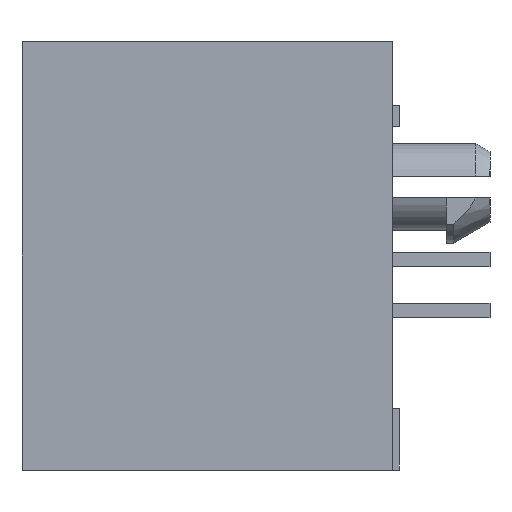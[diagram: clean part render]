
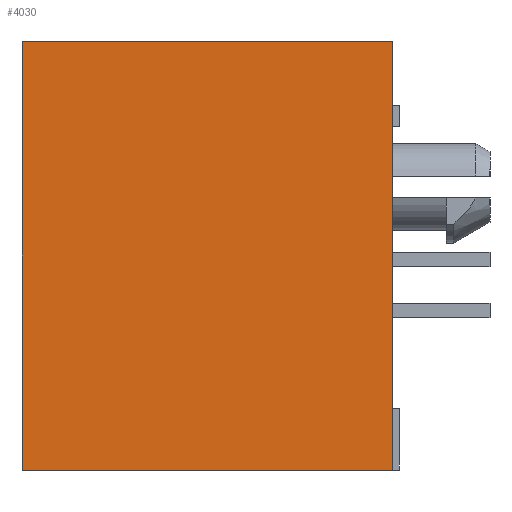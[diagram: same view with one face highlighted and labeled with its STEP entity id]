
A CAD part, left-side view. The second image highlights one B-rep face of the part: STEP entity #4030.
In plain terms, the highlighted planar face has unit normal (-1, 0, 0).
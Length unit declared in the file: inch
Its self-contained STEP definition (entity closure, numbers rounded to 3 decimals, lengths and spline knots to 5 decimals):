
#31 = CARTESIAN_POINT ( 'NONE',  ( -0.31, 0.01, 0.295 ) ) ;
#88 = VECTOR ( 'NONE', #3544, 39.37008 ) ;
#146 = ORIENTED_EDGE ( 'NONE', *, *, #2925, .F. ) ;
#577 = VECTOR ( 'NONE', #4649, 39.37008 ) ;
#591 = CARTESIAN_POINT ( 'NONE',  ( -0.31, 0.52, -0.295 ) ) ;
#881 = VERTEX_POINT ( 'NONE', #2624 ) ;
#1021 = AXIS2_PLACEMENT_3D ( 'NONE', #3907, #3869, #2268 ) ;
#1118 = CARTESIAN_POINT ( 'NONE',  ( -0.31, 0.01, 0.295 ) ) ;
#1153 = VERTEX_POINT ( 'NONE', #3538 ) ;
#1239 = VERTEX_POINT ( 'NONE', #4426 ) ;
#1355 = EDGE_CURVE ( 'NONE', #1153, #1239, #4816, .T. ) ;
#1530 = CARTESIAN_POINT ( 'NONE',  ( -0.31, 0.52, 0.295 ) ) ;
#1639 = LINE ( 'NONE', #1118, #577 ) ;
#1640 = VERTEX_POINT ( 'NONE', #31 ) ;
#1642 = EDGE_CURVE ( 'NONE', #1153, #881, #2415, .T. ) ;
#2213 = EDGE_CURVE ( 'NONE', #1239, #1640, #1639, .T. ) ;
#2268 = DIRECTION ( 'NONE',  ( 0., 0., -1. ) ) ;
#2415 = LINE ( 'NONE', #1530, #88 ) ;
#2624 = CARTESIAN_POINT ( 'NONE',  ( -0.31, 0.52, 0.295 ) ) ;
#2824 = DIRECTION ( 'NONE',  ( 0., -1., 0. ) ) ;
#2925 = EDGE_CURVE ( 'NONE', #881, #1640, #4807, .T. ) ;
#2959 = DIRECTION ( 'NONE',  ( 0., -1., 0. ) ) ;
#2960 = FACE_OUTER_BOUND ( 'NONE', #3424, .T. ) ;
#3065 = ORIENTED_EDGE ( 'NONE', *, *, #1642, .F. ) ;
#3104 = PLANE ( 'NONE',  #1021 ) ;
#3110 = ORIENTED_EDGE ( 'NONE', *, *, #1355, .T. ) ;
#3261 = ORIENTED_EDGE ( 'NONE', *, *, #2213, .T. ) ;
#3344 = VECTOR ( 'NONE', #2959, 39.37008 ) ;
#3424 = EDGE_LOOP ( 'NONE', ( #3110, #3261, #146, #3065 ) ) ;
#3538 = CARTESIAN_POINT ( 'NONE',  ( -0.31, 0.52, -0.295 ) ) ;
#3544 = DIRECTION ( 'NONE',  ( 0., 0., 1. ) ) ;
#3646 = VECTOR ( 'NONE', #2824, 39.37008 ) ;
#3869 = DIRECTION ( 'NONE',  ( 1., 0., 0. ) ) ;
#3907 = CARTESIAN_POINT ( 'NONE',  ( -0.31, 0.52, 0.295 ) ) ;
#4030 = ADVANCED_FACE ( 'NONE', ( #2960 ), #3104, .F. ) ;
#4036 = CARTESIAN_POINT ( 'NONE',  ( -0.31, 0.52, 0.295 ) ) ;
#4426 = CARTESIAN_POINT ( 'NONE',  ( -0.31, 0.01, -0.295 ) ) ;
#4649 = DIRECTION ( 'NONE',  ( 0., 0., 1. ) ) ;
#4807 = LINE ( 'NONE', #4036, #3646 ) ;
#4816 = LINE ( 'NONE', #591, #3344 ) ;
